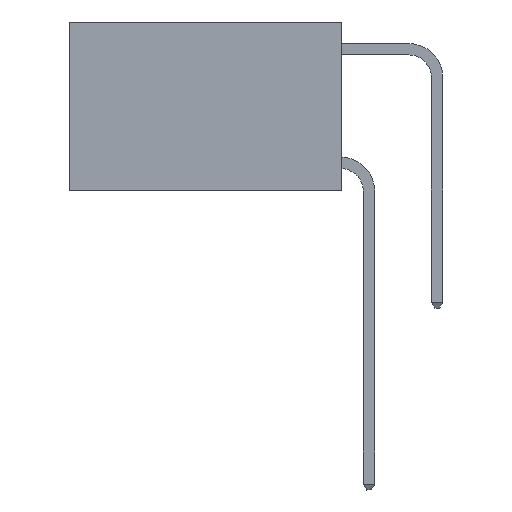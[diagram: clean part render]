
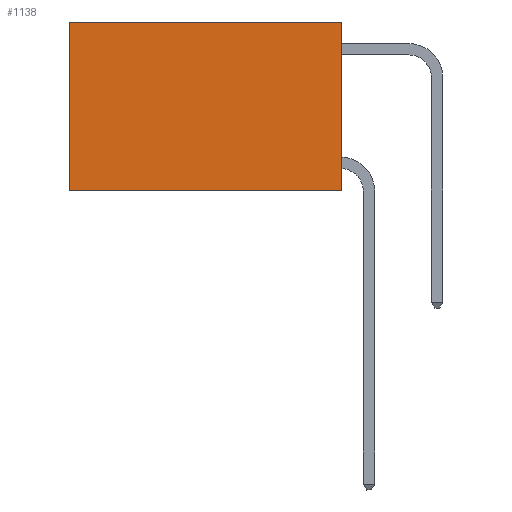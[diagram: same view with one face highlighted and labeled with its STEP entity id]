
A CAD part, left-side view. The second image highlights one B-rep face of the part: STEP entity #1138.
In plain terms, the highlighted planar face has unit normal (-1, 0, 0).
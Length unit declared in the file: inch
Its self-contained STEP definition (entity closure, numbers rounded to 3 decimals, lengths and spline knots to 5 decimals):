
#52 = LINE ( 'NONE', #18620, #24463 ) ;
#1138 = ADVANCED_FACE ( 'NONE', ( #24849 ), #29573, .F. ) ;
#1360 = EDGE_CURVE ( 'NONE', #4883, #29091, #52, .T. ) ;
#1364 = DIRECTION ( 'NONE',  ( 0., 0., -1. ) ) ;
#1950 = ORIENTED_EDGE ( 'NONE', *, *, #4619, .F. ) ;
#1987 = CARTESIAN_POINT ( 'NONE',  ( 0.2625, 0., -0.37 ) ) ;
#3082 = EDGE_CURVE ( 'NONE', #15041, #4883, #27263, .T. ) ;
#4006 = VERTEX_POINT ( 'NONE', #21231 ) ;
#4619 = EDGE_CURVE ( 'NONE', #4006, #29091, #6126, .T. ) ;
#4883 = VERTEX_POINT ( 'NONE', #9913 ) ;
#6126 = LINE ( 'NONE', #1987, #17993 ) ;
#9152 = VECTOR ( 'NONE', #29266, 39.37008 ) ;
#9156 = DIRECTION ( 'NONE',  ( 0., 0., -1. ) ) ;
#9586 = ORIENTED_EDGE ( 'NONE', *, *, #1360, .T. ) ;
#9913 = CARTESIAN_POINT ( 'NONE',  ( 0.2625, 0.6, 0. ) ) ;
#10641 = ORIENTED_EDGE ( 'NONE', *, *, #25611, .F. ) ;
#12828 = CARTESIAN_POINT ( 'NONE',  ( 0.2625, 0., 0. ) ) ;
#13148 = CARTESIAN_POINT ( 'NONE',  ( 0.2625, 0., 0. ) ) ;
#13306 = CARTESIAN_POINT ( 'NONE',  ( 0.2625, 0., 0. ) ) ;
#13895 = EDGE_LOOP ( 'NONE', ( #9586, #1950, #10641, #15359 ) ) ;
#14763 = AXIS2_PLACEMENT_3D ( 'NONE', #13148, #15500, #1364 ) ;
#15041 = VERTEX_POINT ( 'NONE', #20133 ) ;
#15359 = ORIENTED_EDGE ( 'NONE', *, *, #3082, .T. ) ;
#15500 = DIRECTION ( 'NONE',  ( 1., 0., 0. ) ) ;
#15663 = DIRECTION ( 'NONE',  ( 0., 0., -1. ) ) ;
#17993 = VECTOR ( 'NONE', #18540, 39.37008 ) ;
#18540 = DIRECTION ( 'NONE',  ( 0., 1., 0. ) ) ;
#18620 = CARTESIAN_POINT ( 'NONE',  ( 0.2625, 0.6, 0. ) ) ;
#18921 = CARTESIAN_POINT ( 'NONE',  ( 0.2625, 0.6, -0.37 ) ) ;
#20133 = CARTESIAN_POINT ( 'NONE',  ( 0.2625, 0., 0. ) ) ;
#21231 = CARTESIAN_POINT ( 'NONE',  ( 0.2625, 0., -0.37 ) ) ;
#22228 = VECTOR ( 'NONE', #15663, 39.37008 ) ;
#24463 = VECTOR ( 'NONE', #9156, 39.37008 ) ;
#24849 = FACE_OUTER_BOUND ( 'NONE', #13895, .T. ) ;
#25611 = EDGE_CURVE ( 'NONE', #15041, #4006, #29144, .T. ) ;
#27263 = LINE ( 'NONE', #12828, #9152 ) ;
#29091 = VERTEX_POINT ( 'NONE', #18921 ) ;
#29144 = LINE ( 'NONE', #13306, #22228 ) ;
#29266 = DIRECTION ( 'NONE',  ( 0., 1., 0. ) ) ;
#29573 = PLANE ( 'NONE',  #14763 ) ;
